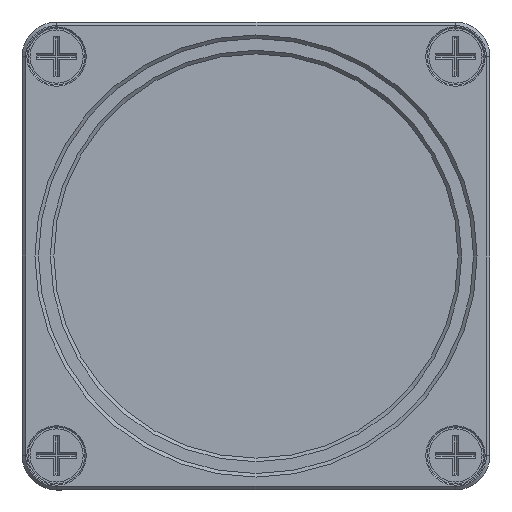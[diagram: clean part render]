
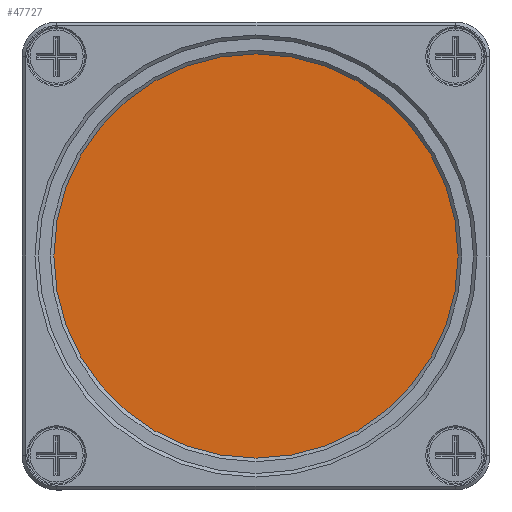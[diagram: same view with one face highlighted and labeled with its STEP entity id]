
A CAD part, front view. The second image highlights one B-rep face of the part: STEP entity #47727.
In plain terms, the highlighted face is planar.
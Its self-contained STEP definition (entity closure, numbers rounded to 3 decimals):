
#36399=PLANE('',#133986);
#41195=FACE_OUTER_BOUND('',#57017,.T.);
#47727=ADVANCED_FACE('',(#41195),#36399,.F.);
#57017=EDGE_LOOP('',(#64462));
#64462=ORIENTED_EDGE('',*,*,#112269,.F.);
#100346=VERTEX_POINT('',#179715);
#112269=EDGE_CURVE('',#100346,#100346,#130212,.T.);
#130212=CIRCLE('',#133983,12.5);
#133983=AXIS2_PLACEMENT_3D('',#179714,#144589,#144590);
#133986=AXIS2_PLACEMENT_3D('',#179718,#144595,#144596);
#144589=DIRECTION('',(0.,0.,1.));
#144590=DIRECTION('',(1.,0.,0.));
#144595=DIRECTION('',(0.,0.,1.));
#144596=DIRECTION('',(1.,0.,0.));
#179714=CARTESIAN_POINT('',(0.,0.,0.));
#179715=CARTESIAN_POINT('',(12.5,0.,0.));
#179718=CARTESIAN_POINT('',(0.,0.,0.));
